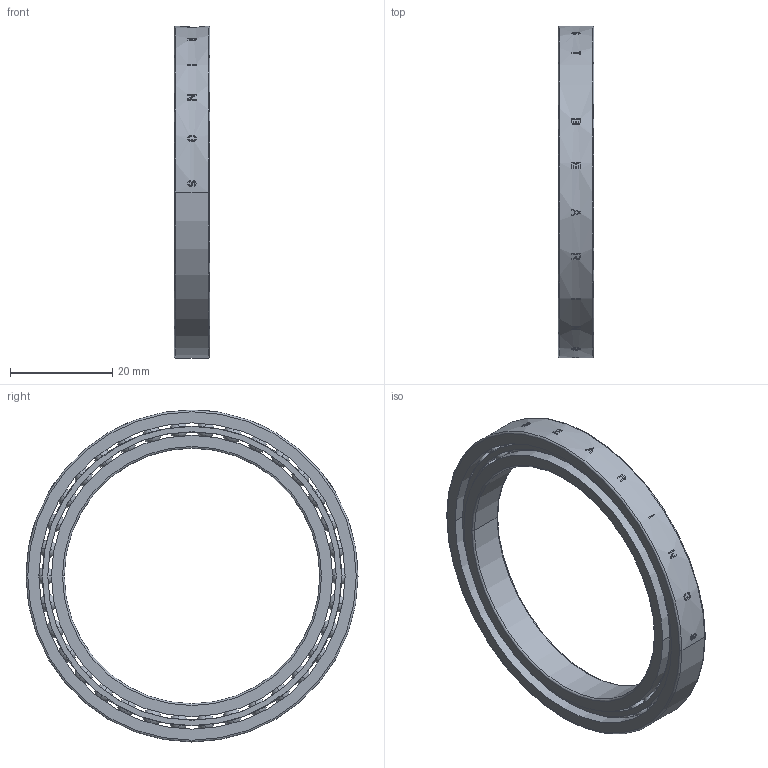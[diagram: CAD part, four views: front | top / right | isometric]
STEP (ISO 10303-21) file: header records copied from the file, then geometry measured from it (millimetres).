
FILE_DESCRIPTION (( 'STEP AP203' ), '1' );
FILE_NAME ('bearing_Default_sldprt.STEP', '2018-11-19T13:18:28', ( '' ), ( '' ), 'SwSTEP 2.0', 'SolidWorks 2017', '' );
FILE_SCHEMA (( 'CONFIG_CONTROL_DESIGN' ));
Length unit declared in the file: inch
Products named in the file (1): bearing_Default_sldprt
Bounding box: 7.01 x 65 x 65 mm (x, y, z)
Volume: 7299.4 mm3; surface area: 9167.7 mm2
Topology: 3 solids, 3 shells, 461 faces, 1100 edges, 724 vertices
Faces by surface type: plane 279, sphere 136, cylinder 32, torus 14
Entity records: 16886 total; most frequent: CARTESIAN_POINT 7129, ORIENTED_EDGE 2200, DIRECTION 1555, EDGE_CURVE 1100, VERTEX_POINT 724, B_SPLINE_CURVE_WITH_KNOTS 585, AXIS2_PLACEMENT_3D 578, EDGE_LOOP 546
